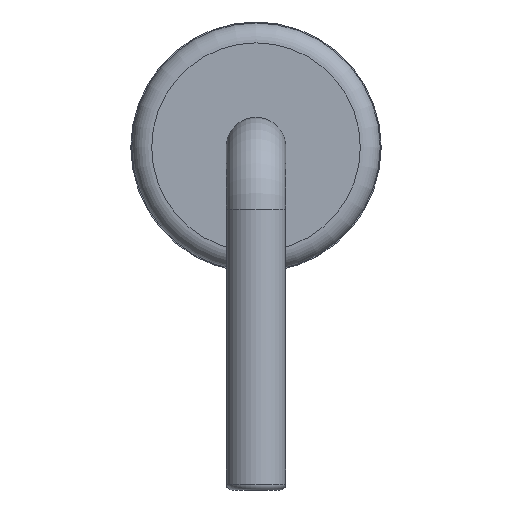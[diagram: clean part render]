
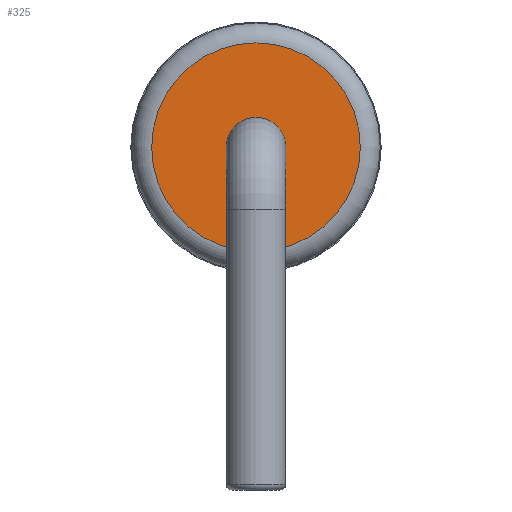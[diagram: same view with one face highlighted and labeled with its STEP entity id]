
A CAD part, left-side view. The second image highlights one B-rep face of the part: STEP entity #325.
In plain terms, the highlighted planar face has unit normal (-1, 0, 0).
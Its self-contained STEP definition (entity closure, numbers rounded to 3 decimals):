
#41=PLANE('',#399);
#79=FACE_OUTER_BOUND('',#105,.T.);
#105=EDGE_LOOP('',(#244));
#129=CIRCLE('',#392,1.05);
#163=VERTEX_POINT('',#601);
#191=EDGE_CURVE('',#163,#163,#129,.T.);
#244=ORIENTED_EDGE('',*,*,#191,.F.);
#325=ADVANCED_FACE('',(#79),#41,.F.);
#392=AXIS2_PLACEMENT_3D('',#602,#462,#463);
#399=AXIS2_PLACEMENT_3D('',#614,#477,#478);
#462=DIRECTION('center_axis',(1.,0.,0.));
#463=DIRECTION('ref_axis',(0.,1.,0.));
#477=DIRECTION('center_axis',(1.,0.,0.));
#478=DIRECTION('ref_axis',(0.,1.,0.));
#601=CARTESIAN_POINT('',(-3.5,0.,0.4));
#602=CARTESIAN_POINT('Origin',(-3.5,0.,1.45));
#614=CARTESIAN_POINT('Origin',(-3.5,0.,1.45));
